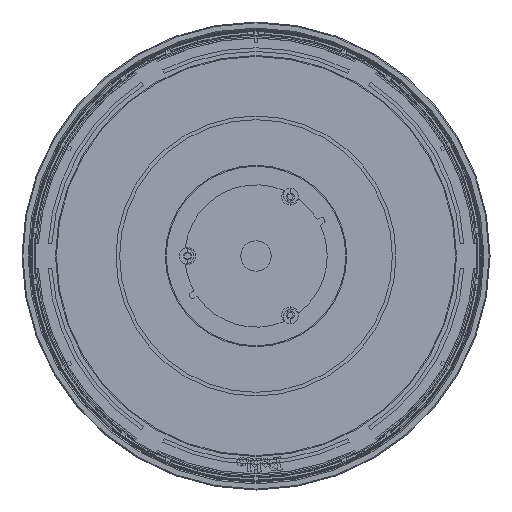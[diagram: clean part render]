
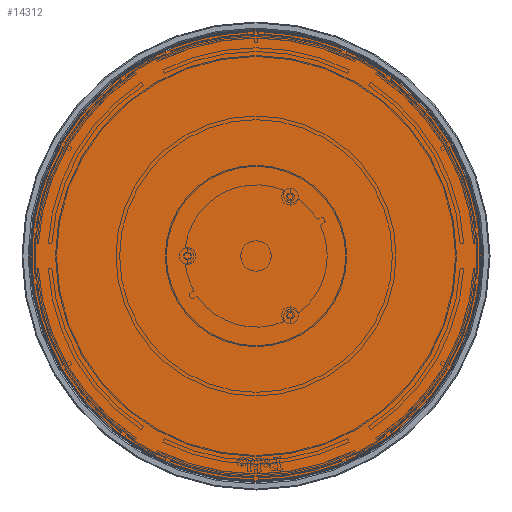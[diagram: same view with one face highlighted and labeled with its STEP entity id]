
A CAD part, front view. The second image highlights one B-rep face of the part: STEP entity #14312.
In plain terms, the highlighted planar face has unit normal (0, -1, 0).
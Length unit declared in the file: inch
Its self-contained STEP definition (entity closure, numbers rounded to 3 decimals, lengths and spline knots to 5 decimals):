
#122 = DIRECTION ( 'NONE',  ( 0., -1., 0. ) ) ;
#2514 = FACE_OUTER_BOUND ( 'NONE', #29148, .T. ) ;
#2822 = CARTESIAN_POINT ( 'NONE',  ( 0., -4.724, 0. ) ) ;
#7042 = EDGE_CURVE ( 'NONE', #22455, #28542, #16696, .T. ) ;
#8361 = DIRECTION ( 'NONE',  ( 0., 0., -1. ) ) ;
#8996 = CARTESIAN_POINT ( 'NONE',  ( 0., -4.724, 0. ) ) ;
#9510 = AXIS2_PLACEMENT_3D ( 'NONE', #8996, #122, #18331 ) ;
#10073 = AXIS2_PLACEMENT_3D ( 'NONE', #2822, #18689, #22972 ) ;
#11479 = ORIENTED_EDGE ( 'NONE', *, *, #26982, .T. ) ;
#14308 = CARTESIAN_POINT ( 'NONE',  ( 0., -4.724, -2.91831 ) ) ;
#14312 = ADVANCED_FACE ( 'NONE', ( #2514 ), #27271, .T. ) ;
#16696 = CIRCLE ( 'NONE', #23358, 2.91831 ) ;
#18331 = DIRECTION ( 'NONE',  ( 0., 0., -1. ) ) ;
#18689 = DIRECTION ( 'NONE',  ( 0., -1., 0. ) ) ;
#19789 = DIRECTION ( 'NONE',  ( 0., -1., 0. ) ) ;
#22455 = VERTEX_POINT ( 'NONE', #14308 ) ;
#22972 = DIRECTION ( 'NONE',  ( 0., 0., -1. ) ) ;
#23358 = AXIS2_PLACEMENT_3D ( 'NONE', #24228, #19789, #8361 ) ;
#24228 = CARTESIAN_POINT ( 'NONE',  ( 0., -4.724, 0. ) ) ;
#26311 = CARTESIAN_POINT ( 'NONE',  ( 0., -4.724, 2.91831 ) ) ;
#26553 = CIRCLE ( 'NONE', #9510, 2.91831 ) ;
#26982 = EDGE_CURVE ( 'NONE', #28542, #22455, #26553, .T. ) ;
#27271 = PLANE ( 'NONE',  #10073 ) ;
#28542 = VERTEX_POINT ( 'NONE', #26311 ) ;
#29035 = ORIENTED_EDGE ( 'NONE', *, *, #7042, .T. ) ;
#29148 = EDGE_LOOP ( 'NONE', ( #29035, #11479 ) ) ;
